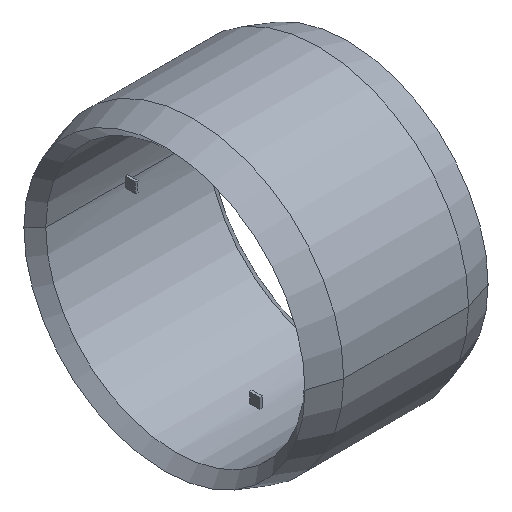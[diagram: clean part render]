
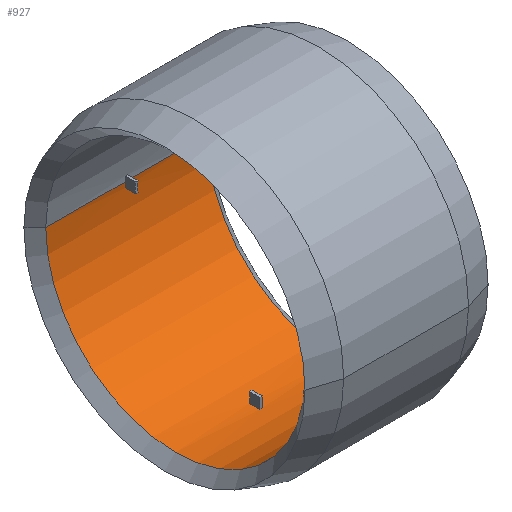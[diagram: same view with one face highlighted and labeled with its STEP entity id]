
A CAD part, isometric view. The second image highlights one B-rep face of the part: STEP entity #927.
In plain terms, the highlighted cylindrical face has radius 250 mm (diameter 500 mm), a partial arc.
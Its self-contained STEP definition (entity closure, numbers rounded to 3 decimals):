
#423 = VERTEX_POINT( '', #1103 );
#463 = EDGE_CURVE( '', #965, #737, #1144, .T. );
#499 = VERTEX_POINT( '', #1182 );
#509 = EDGE_CURVE( '', #673, #985, #1193, .T. );
#517 = EDGE_CURVE( '', #423, #673, #1201, .T. );
#551 = VERTEX_POINT( '', #1236 );
#569 = VERTEX_POINT( '', #1259 );
#577 = EDGE_CURVE( '', #985, #569, #1269, .T. );
#581 = EDGE_CURVE( '', #667, #737, #1273, .T. );
#623 = VERTEX_POINT( '', #1317 );
#625 = EDGE_CURVE( '', #895, #897, #1319, .T. );
#663 = EDGE_CURVE( '', #623, #551, #1362, .T. );
#667 = VERTEX_POINT( '', #1367 );
#673 = VERTEX_POINT( '', #1374 );
#677 = EDGE_CURVE( '', #723, #667, #1378, .T. );
#723 = VERTEX_POINT( '', #1429 );
#737 = VERTEX_POINT( '', #1445 );
#741 = EDGE_CURVE( '', #569, #423, #1449, .T. );
#751 = EDGE_CURVE( '', #623, #903, #1460, .T. );
#759 = EDGE_CURVE( '', #499, #903, #1468, .T. );
#861 = EDGE_CURVE( '', #949, #895, #1591, .T. );
#869 = VERTEX_POINT( '', #1599 );
#895 = VERTEX_POINT( '', #1628 );
#897 = VERTEX_POINT( '', #1630 );
#903 = VERTEX_POINT( '', #1636 );
#925 = EDGE_CURVE( '', #869, #965, #1662, .T. );
#927 = ADVANCED_FACE( '', ( #1664, #1665 ), #1666, .F. );
#949 = VERTEX_POINT( '', #1692 );
#961 = EDGE_CURVE( '', #499, #723, #1704, .T. );
#965 = VERTEX_POINT( '', #1708 );
#971 = EDGE_CURVE( '', #949, #869, #1714, .T. );
#983 = EDGE_CURVE( '', #897, #551, #1728, .T. );
#985 = VERTEX_POINT( '', #1730 );
#1103 = CARTESIAN_POINT( '', ( -5., -9.875, -249.805 ) );
#1144 = LINE( '', #2041, #2042 );
#1182 = CARTESIAN_POINT( '', ( -5., -250., 0. ) );
#1193 = LINE( '', #2130, #2131 );
#1201 = CIRCLE( '', #2141, 250. );
#1236 = CARTESIAN_POINT( '', ( -5., 250., 0. ) );
#1259 = CARTESIAN_POINT( '', ( 0., -9.875, -249.805 ) );
#1269 = CIRCLE( '', #2251, 250. );
#1273 = CIRCLE( '', #2258, 250. );
#1317 = CARTESIAN_POINT( '', ( -158., 250., 0. ) );
#1319 = LINE( '', #2321, #2322 );
#1362 = LINE( '', #2376, #2377 );
#1367 = CARTESIAN_POINT( '', ( 0., -249.805, -9.875 ) );
#1374 = CARTESIAN_POINT( '', ( -5., 9.875, -249.805 ) );
#1378 = LINE( '', #2431, #2432 );
#1429 = CARTESIAN_POINT( '', ( -5., -249.805, -9.875 ) );
#1445 = CARTESIAN_POINT( '', ( 0., -250., 0. ) );
#1449 = LINE( '', #2521, #2522 );
#1460 = CIRCLE( '', #2537, 250. );
#1468 = LINE( '', #2581, #2582 );
#1591 = CIRCLE( '', #2765, 250. );
#1599 = CARTESIAN_POINT( '', ( 153., 250., 0. ) );
#1628 = CARTESIAN_POINT( '', ( 0., 249.805, -9.875 ) );
#1630 = CARTESIAN_POINT( '', ( -5., 249.805, -9.875 ) );
#1636 = CARTESIAN_POINT( '', ( -158., -250., 0. ) );
#1662 = CIRCLE( '', #2875, 250. );
#1664 = FACE_OUTER_BOUND( '', #2877, .T. );
#1665 = FACE_BOUND( '', #2878, .T. );
#1666 = CYLINDRICAL_SURFACE( '', #2879, 250. );
#1692 = CARTESIAN_POINT( '', ( 0., 250., 0. ) );
#1704 = CIRCLE( '', #2929, 250. );
#1708 = CARTESIAN_POINT( '', ( 153., -250., 0. ) );
#1714 = LINE( '', #2944, #2945 );
#1728 = CIRCLE( '', #2962, 250. );
#1730 = CARTESIAN_POINT( '', ( 0., 9.875, -249.805 ) );
#2041 = CARTESIAN_POINT( '', ( -2.5, -250., 0. ) );
#2042 = VECTOR( '', #3118, 1. );
#2130 = CARTESIAN_POINT( '', ( -2.5, 9.875, -249.805 ) );
#2131 = VECTOR( '', #3168, 1. );
#2141 = AXIS2_PLACEMENT_3D( '', #3172, #3173, #3174 );
#2251 = AXIS2_PLACEMENT_3D( '', #3253, #3254, #3255 );
#2258 = AXIS2_PLACEMENT_3D( '', #3257, #3258, #3259 );
#2321 = CARTESIAN_POINT( '', ( -2.5, 249.805, -9.875 ) );
#2322 = VECTOR( '', #3300, 1. );
#2376 = CARTESIAN_POINT( '', ( -2.5, 250., 0. ) );
#2377 = VECTOR( '', #3363, 1. );
#2431 = CARTESIAN_POINT( '', ( -2.5, -249.805, -9.875 ) );
#2432 = VECTOR( '', #3381, 1. );
#2521 = CARTESIAN_POINT( '', ( -2.5, -9.875, -249.805 ) );
#2522 = VECTOR( '', #3468, 1. );
#2537 = AXIS2_PLACEMENT_3D( '', #3481, #3482, #3483 );
#2581 = CARTESIAN_POINT( '', ( -2.5, -250., 0. ) );
#2582 = VECTOR( '', #3487, 1. );
#2765 = AXIS2_PLACEMENT_3D( '', #3686, #3687, #3688 );
#2875 = AXIS2_PLACEMENT_3D( '', #3774, #3775, #3776 );
#2877 = EDGE_LOOP( '', ( #3778, #3779, #3780, #3781, #3782, #3783, #3784, #3785, #3786, #3787, #3788, #3789 ) );
#2878 = EDGE_LOOP( '', ( #3790, #3791, #3792, #3793 ) );
#2879 = AXIS2_PLACEMENT_3D( '', #3794, #3795, #3796 );
#2929 = AXIS2_PLACEMENT_3D( '', #3841, #3842, #3843 );
#2944 = CARTESIAN_POINT( '', ( -2.5, 250., 0. ) );
#2945 = VECTOR( '', #3846, 1. );
#2962 = AXIS2_PLACEMENT_3D( '', #3864, #3865, #3866 );
#3118 = DIRECTION( '', ( -1., 0., 0. ) );
#3168 = DIRECTION( '', ( 1., 0., 0. ) );
#3172 = CARTESIAN_POINT( '', ( -5., 0., 0. ) );
#3173 = DIRECTION( '', ( 1., 0., 0. ) );
#3174 = DIRECTION( '', ( 0., 1., 0. ) );
#3253 = CARTESIAN_POINT( '', ( 0., 0., 0. ) );
#3254 = DIRECTION( '', ( -1., 0., 0. ) );
#3255 = DIRECTION( '', ( 0., 1., 0. ) );
#3257 = CARTESIAN_POINT( '', ( 0., 0., 0. ) );
#3258 = DIRECTION( '', ( -1., 0., 0. ) );
#3259 = DIRECTION( '', ( 0., 1., 0. ) );
#3300 = DIRECTION( '', ( -1., 0., 0. ) );
#3363 = DIRECTION( '', ( 1., 0., 0. ) );
#3381 = DIRECTION( '', ( 1., 0., 0. ) );
#3468 = DIRECTION( '', ( -1., 0., 0. ) );
#3481 = CARTESIAN_POINT( '', ( -158., 0., 0. ) );
#3482 = DIRECTION( '', ( -1., 0., 0. ) );
#3483 = DIRECTION( '', ( 0., 1., 0. ) );
#3487 = DIRECTION( '', ( -1., 0., 0. ) );
#3686 = CARTESIAN_POINT( '', ( 0., 0., 0. ) );
#3687 = DIRECTION( '', ( -1., 0., 0. ) );
#3688 = DIRECTION( '', ( 0., 1., 0. ) );
#3774 = CARTESIAN_POINT( '', ( 153., 0., 0. ) );
#3775 = DIRECTION( '', ( -1., 0., 0. ) );
#3776 = DIRECTION( '', ( 0., 1., 0. ) );
#3778 = ORIENTED_EDGE( '', *, *, #663, .F. );
#3779 = ORIENTED_EDGE( '', *, *, #751, .T. );
#3780 = ORIENTED_EDGE( '', *, *, #759, .F. );
#3781 = ORIENTED_EDGE( '', *, *, #961, .T. );
#3782 = ORIENTED_EDGE( '', *, *, #677, .T. );
#3783 = ORIENTED_EDGE( '', *, *, #581, .T. );
#3784 = ORIENTED_EDGE( '', *, *, #463, .F. );
#3785 = ORIENTED_EDGE( '', *, *, #925, .F. );
#3786 = ORIENTED_EDGE( '', *, *, #971, .F. );
#3787 = ORIENTED_EDGE( '', *, *, #861, .T. );
#3788 = ORIENTED_EDGE( '', *, *, #625, .T. );
#3789 = ORIENTED_EDGE( '', *, *, #983, .T. );
#3790 = ORIENTED_EDGE( '', *, *, #509, .T. );
#3791 = ORIENTED_EDGE( '', *, *, #577, .T. );
#3792 = ORIENTED_EDGE( '', *, *, #741, .T. );
#3793 = ORIENTED_EDGE( '', *, *, #517, .T. );
#3794 = CARTESIAN_POINT( '', ( -2.5, 0., 0. ) );
#3795 = DIRECTION( '', ( 1., 0., 0. ) );
#3796 = DIRECTION( '', ( 0., 1., 0. ) );
#3841 = CARTESIAN_POINT( '', ( -5., 0., 0. ) );
#3842 = DIRECTION( '', ( 1., 0., 0. ) );
#3843 = DIRECTION( '', ( 0., 1., 0. ) );
#3846 = DIRECTION( '', ( 1., 0., 0. ) );
#3864 = CARTESIAN_POINT( '', ( -5., 0., 0. ) );
#3865 = DIRECTION( '', ( 1., 0., 0. ) );
#3866 = DIRECTION( '', ( 0., 1., 0. ) );
